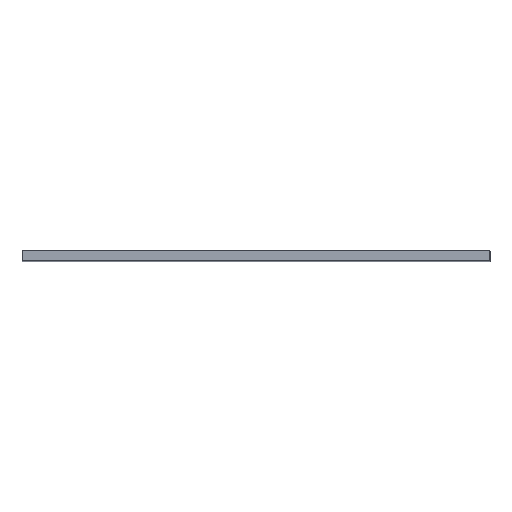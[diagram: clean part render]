
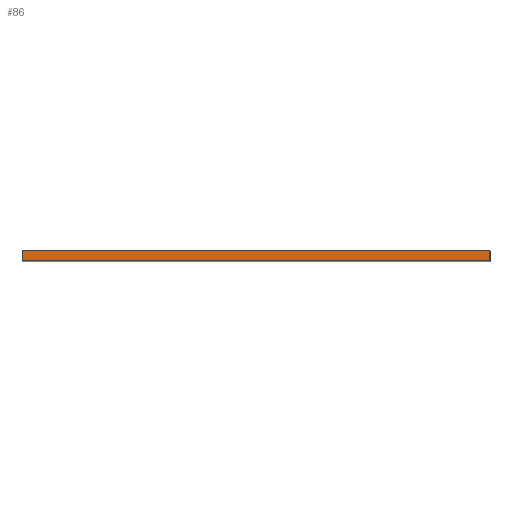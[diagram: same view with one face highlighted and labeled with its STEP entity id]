
A CAD part, top view. The second image highlights one B-rep face of the part: STEP entity #86.
In plain terms, the highlighted planar face has unit normal (0, 0, 1).
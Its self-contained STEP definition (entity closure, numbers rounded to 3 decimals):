
#10 = ORIENTED_EDGE ( 'NONE', *, *, #43, .T. ) ;
#17 = DIRECTION ( 'NONE',  ( 1., 0., 0. ) ) ;
#18 = LINE ( 'NONE', #494, #349 ) ;
#43 = EDGE_CURVE ( 'NONE', #192, #524, #178, .T. ) ;
#54 = EDGE_CURVE ( 'NONE', #271, #553, #18, .T. ) ;
#55 = ORIENTED_EDGE ( 'NONE', *, *, #590, .T. ) ;
#63 = DIRECTION ( 'NONE',  ( 0., -1., 0. ) ) ;
#86 = ADVANCED_FACE ( 'NONE', ( #312 ), #136, .F. ) ;
#136 = PLANE ( 'NONE',  #599 ) ;
#146 = VECTOR ( 'NONE', #17, 1000. ) ;
#148 = EDGE_LOOP ( 'NONE', ( #55, #361, #382, #10 ) ) ;
#178 = LINE ( 'NONE', #246, #552 ) ;
#179 = CARTESIAN_POINT ( 'NONE',  ( 740.337, 1., 497.876 ) ) ;
#192 = VERTEX_POINT ( 'NONE', #749 ) ;
#197 = VECTOR ( 'NONE', #281, 1000. ) ;
#246 = CARTESIAN_POINT ( 'NONE',  ( 696.337, 1., 497.876 ) ) ;
#269 = DIRECTION ( 'NONE',  ( -1., 0., 0. ) ) ;
#271 = VERTEX_POINT ( 'NONE', #179 ) ;
#281 = DIRECTION ( 'NONE',  ( 1., 0., 0. ) ) ;
#312 = FACE_OUTER_BOUND ( 'NONE', #148, .T. ) ;
#329 = DIRECTION ( 'NONE',  ( 0., -1., 0. ) ) ;
#349 = VECTOR ( 'NONE', #329, 1000. ) ;
#361 = ORIENTED_EDGE ( 'NONE', *, *, #54, .F. ) ;
#378 = CARTESIAN_POINT ( 'NONE',  ( 0., 1., 497.876 ) ) ;
#382 = ORIENTED_EDGE ( 'NONE', *, *, #435, .F. ) ;
#435 = EDGE_CURVE ( 'NONE', #192, #271, #595, .T. ) ;
#484 = CARTESIAN_POINT ( 'NONE',  ( 0., 1., 497.876 ) ) ;
#494 = CARTESIAN_POINT ( 'NONE',  ( 740.337, 1., 497.876 ) ) ;
#524 = VERTEX_POINT ( 'NONE', #609 ) ;
#552 = VECTOR ( 'NONE', #63, 1000. ) ;
#553 = VERTEX_POINT ( 'NONE', #558 ) ;
#558 = CARTESIAN_POINT ( 'NONE',  ( 740.337, 0., 497.876 ) ) ;
#590 = EDGE_CURVE ( 'NONE', #524, #553, #616, .T. ) ;
#595 = LINE ( 'NONE', #484, #146 ) ;
#599 = AXIS2_PLACEMENT_3D ( 'NONE', #378, #603, #269 ) ;
#603 = DIRECTION ( 'NONE',  ( 0., 0., -1. ) ) ;
#609 = CARTESIAN_POINT ( 'NONE',  ( 696.337, 0., 497.876 ) ) ;
#616 = LINE ( 'NONE', #743, #197 ) ;
#743 = CARTESIAN_POINT ( 'NONE',  ( 0., 0., 497.876 ) ) ;
#749 = CARTESIAN_POINT ( 'NONE',  ( 696.337, 1., 497.876 ) ) ;
